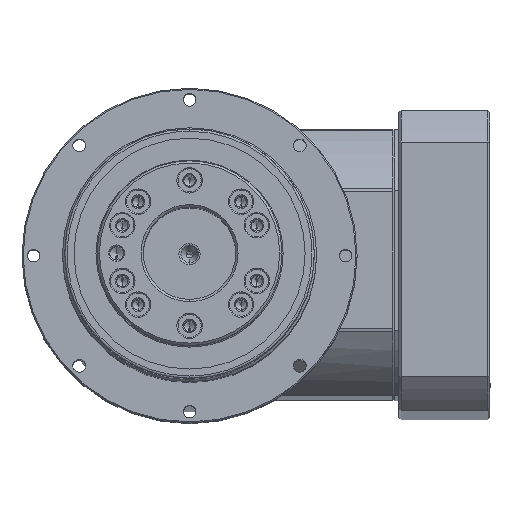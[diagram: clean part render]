
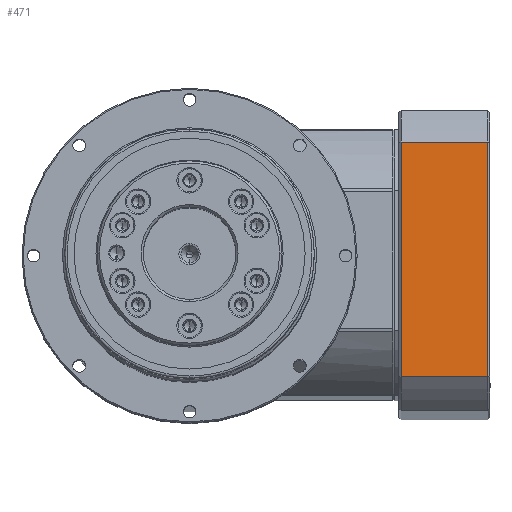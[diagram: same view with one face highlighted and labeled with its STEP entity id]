
A CAD part, left-side view. The second image highlights one B-rep face of the part: STEP entity #471.
In plain terms, the highlighted face is planar.
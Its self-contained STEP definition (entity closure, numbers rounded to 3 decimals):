
#471 = ADVANCED_FACE ( 'NONE', ( #5688 ), #11752, .F. ) ;
#2122 = VERTEX_POINT ( 'NONE', #8212 ) ;
#3692 = VECTOR ( 'NONE', #21293, 1000. ) ;
#5688 = FACE_OUTER_BOUND ( 'NONE', #30286, .T. ) ;
#6496 = VECTOR ( 'NONE', #25836, 1000. ) ;
#7978 = ORIENTED_EDGE ( 'NONE', *, *, #19562, .F. ) ;
#8212 = CARTESIAN_POINT ( 'NONE',  ( -50.806, 65., 46. ) ) ;
#9708 = ORIENTED_EDGE ( 'NONE', *, *, #32338, .F. ) ;
#11752 = PLANE ( 'NONE',  #27393 ) ;
#12912 = VERTEX_POINT ( 'NONE', #20092 ) ;
#13068 = CARTESIAN_POINT ( 'NONE',  ( 50.806, 65., 8.5 ) ) ;
#13195 = EDGE_CURVE ( 'NONE', #23717, #2122, #27841, .T. ) ;
#16000 = VERTEX_POINT ( 'NONE', #13068 ) ;
#18644 = CARTESIAN_POINT ( 'NONE',  ( 25.403, 65., 46. ) ) ;
#19471 = VECTOR ( 'NONE', #25150, 1000. ) ;
#19562 = EDGE_CURVE ( 'NONE', #2122, #12912, #26251, .T. ) ;
#20092 = CARTESIAN_POINT ( 'NONE',  ( -50.806, 65., 8.5 ) ) ;
#21210 = DIRECTION ( 'NONE',  ( -1., 0., 0. ) ) ;
#21293 = DIRECTION ( 'NONE',  ( 1., 0., 0. ) ) ;
#22593 = CARTESIAN_POINT ( 'NONE',  ( -50.806, 65., 0. ) ) ;
#23193 = LINE ( 'NONE', #23952, #3692 ) ;
#23414 = EDGE_CURVE ( 'NONE', #12912, #16000, #23193, .T. ) ;
#23717 = VERTEX_POINT ( 'NONE', #28026 ) ;
#23952 = CARTESIAN_POINT ( 'NONE',  ( 50.806, 65., 8.5 ) ) ;
#24704 = ORIENTED_EDGE ( 'NONE', *, *, #23414, .F. ) ;
#25150 = DIRECTION ( 'NONE',  ( 0., 0., -1. ) ) ;
#25836 = DIRECTION ( 'NONE',  ( 0., 0., 1. ) ) ;
#25957 = CARTESIAN_POINT ( 'NONE',  ( 50.806, 65., 47. ) ) ;
#25977 = LINE ( 'NONE', #25957, #6496 ) ;
#26251 = LINE ( 'NONE', #22593, #19471 ) ;
#27038 = VECTOR ( 'NONE', #21210, 1000. ) ;
#27393 = AXIS2_PLACEMENT_3D ( 'NONE', #29659, #29777, #29815 ) ;
#27841 = LINE ( 'NONE', #18644, #27038 ) ;
#28026 = CARTESIAN_POINT ( 'NONE',  ( 50.806, 65., 46. ) ) ;
#29659 = CARTESIAN_POINT ( 'NONE',  ( 50.806, 65., 47. ) ) ;
#29777 = DIRECTION ( 'NONE',  ( 0., -1., 0. ) ) ;
#29815 = DIRECTION ( 'NONE',  ( 1., 0., 0. ) ) ;
#30286 = EDGE_LOOP ( 'NONE', ( #7978, #32135, #9708, #24704 ) ) ;
#32135 = ORIENTED_EDGE ( 'NONE', *, *, #13195, .F. ) ;
#32338 = EDGE_CURVE ( 'NONE', #16000, #23717, #25977, .T. ) ;
